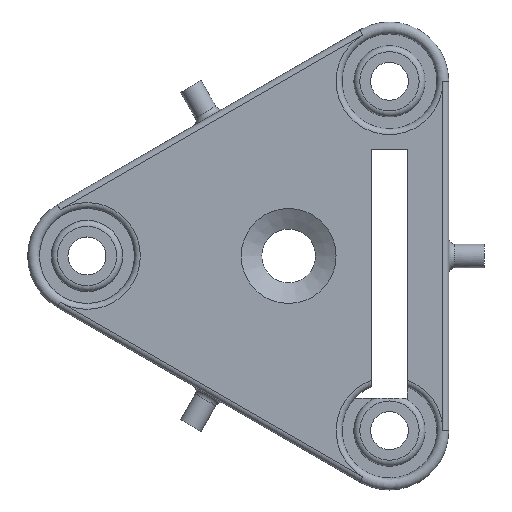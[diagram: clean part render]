
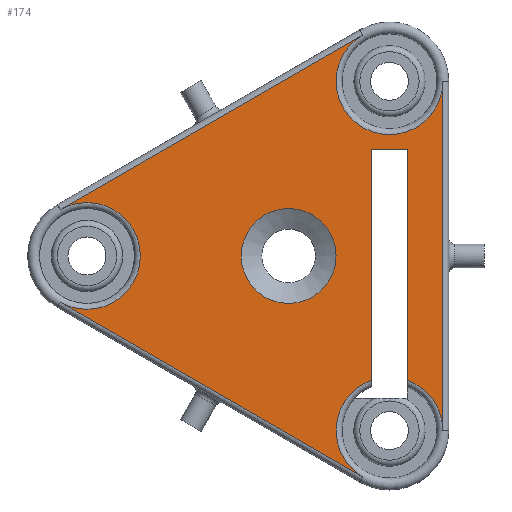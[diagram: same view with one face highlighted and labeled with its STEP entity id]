
A CAD part, top view. The second image highlights one B-rep face of the part: STEP entity #174.
In plain terms, the highlighted planar face has unit normal (0, 0, 1).
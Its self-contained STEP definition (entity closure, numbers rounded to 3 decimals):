
#174=ADVANCED_FACE('',(#711,#713),#715,.T.);
#711=FACE_BOUND('',#712,.T.);
#712=EDGE_LOOP('',(#1594,#1595,#1596,#1597,#1598,#1599,#1600,#1601,#1602,#1603,#1604));
#713=FACE_BOUND('',#714,.T.);
#714=EDGE_LOOP('',(#1605));
#715=PLANE('',#716);
#716=AXIS2_PLACEMENT_3D('',#717,#718,#719);
#717=CARTESIAN_POINT('',(0.,0.,2.));
#718=DIRECTION('',(0.,0.,1.));
#719=DIRECTION('',(-1.,0.,0.));
#1594=ORIENTED_EDGE('',*,*,#1819,.T.);
#1595=ORIENTED_EDGE('',*,*,#1775,.T.);
#1596=ORIENTED_EDGE('',*,*,#1821,.T.);
#1597=ORIENTED_EDGE('',*,*,#1822,.T.);
#1598=ORIENTED_EDGE('',*,*,#1823,.T.);
#1599=ORIENTED_EDGE('',*,*,#1824,.T.);
#1600=ORIENTED_EDGE('',*,*,#1825,.T.);
#1601=ORIENTED_EDGE('',*,*,#1826,.T.);
#1602=ORIENTED_EDGE('',*,*,#1771,.T.);
#1603=ORIENTED_EDGE('',*,*,#1782,.T.);
#1604=ORIENTED_EDGE('',*,*,#1827,.T.);
#1605=ORIENTED_EDGE('',*,*,#1828,.T.);
#1771=EDGE_CURVE('',#1916,#1914,#1917,.F.);
#1775=EDGE_CURVE('',#1924,#1922,#1925,.F.);
#1782=EDGE_CURVE('',#1914,#1935,#1937,.F.);
#1819=EDGE_CURVE('',#2002,#1924,#2003,.F.);
#1821=EDGE_CURVE('',#1922,#2005,#2006,.T.);
#1822=EDGE_CURVE('',#2005,#2007,#2008,.F.);
#1823=EDGE_CURVE('',#2007,#2009,#2010,.F.);
#1824=EDGE_CURVE('',#2009,#2011,#2012,.T.);
#1825=EDGE_CURVE('',#2011,#2013,#2014,.F.);
#1826=EDGE_CURVE('',#2013,#1916,#2015,.T.);
#1827=EDGE_CURVE('',#1935,#2002,#2016,.F.);
#1828=EDGE_CURVE('',#2017,#2017,#2018,.T.);
#1914=VERTEX_POINT('',#2271);
#1916=VERTEX_POINT('',#2300);
#1917=CIRCLE('',#2301,4.5);
#1922=VERTEX_POINT('',#2315);
#1924=VERTEX_POINT('',#2320);
#1925=CIRCLE('',#2321,4.5);
#1935=VERTEX_POINT('',#2370);
#1937=LINE('',#2374,#2375);
#2002=VERTEX_POINT('',#2525);
#2003=LINE('',#2526,#2527);
#2005=VERTEX_POINT('',#2532);
#2006=LINE('',#2533,#2534);
#2007=VERTEX_POINT('',#2536);
#2008=CIRCLE('',#2537,4.5);
#2009=VERTEX_POINT('',#2541);
#2010=CIRCLE('',#2542,4.5);
#2011=VERTEX_POINT('',#2546);
#2012=LINE('',#2547,#2548);
#2013=VERTEX_POINT('',#2550);
#2014=CIRCLE('',#2551,4.5);
#2015=LINE('',#2555,#2556);
#2016=LINE('',#2558,#2559);
#2017=VERTEX_POINT('',#2561);
#2018=CIRCLE('',#2562,4.);
#2271=CARTESIAN_POINT('',(7.,-10.48,2.));
#2300=CARTESIAN_POINT('',(6.25,-18.62,2.));
#2301=AXIS2_PLACEMENT_3D('',#2302,#2303,#2304);
#2302=CARTESIAN_POINT('',(8.5,-14.722,2.));
#2303=DIRECTION('',(0.,0.,1.));
#2304=DIRECTION('',(-0.333,0.943,0.));
#2315=CARTESIAN_POINT('',(13.,-14.722,2.));
#2320=CARTESIAN_POINT('',(10.,-10.48,2.));
#2321=AXIS2_PLACEMENT_3D('',#2322,#2323,#2324);
#2322=CARTESIAN_POINT('',(8.5,-14.722,2.));
#2323=DIRECTION('',(0.,0.,1.));
#2324=DIRECTION('',(1.,0.,0.));
#2370=CARTESIAN_POINT('',(7.,9.,2.));
#2374=CARTESIAN_POINT('',(7.,9.,2.));
#2375=VECTOR('',#2376,1.);
#2376=DIRECTION('',(0.,-1.,0.));
#2525=CARTESIAN_POINT('',(10.,9.,2.));
#2526=CARTESIAN_POINT('',(10.,-10.48,2.));
#2527=VECTOR('',#2528,1.);
#2528=DIRECTION('',(0.,1.,0.));
#2532=CARTESIAN_POINT('',(13.,14.722,2.));
#2533=CARTESIAN_POINT('',(13.,-14.722,2.));
#2534=VECTOR('',#2535,1.);
#2535=DIRECTION('',(0.,1.,0.));
#2536=CARTESIAN_POINT('',(4.,14.722,2.));
#2537=AXIS2_PLACEMENT_3D('',#2538,#2539,#2540);
#2538=CARTESIAN_POINT('',(8.5,14.722,2.));
#2539=DIRECTION('',(0.,0.,1.));
#2540=DIRECTION('',(-1.,0.,0.));
#2541=CARTESIAN_POINT('',(6.25,18.62,2.));
#2542=AXIS2_PLACEMENT_3D('',#2543,#2544,#2545);
#2543=CARTESIAN_POINT('',(8.5,14.722,2.));
#2544=DIRECTION('',(0.,0.,1.));
#2545=DIRECTION('',(-0.5,0.866,0.));
#2546=CARTESIAN_POINT('',(-19.25,3.897,2.));
#2547=CARTESIAN_POINT('',(6.25,18.62,2.));
#2548=VECTOR('',#2549,1.);
#2549=DIRECTION('',(-0.866,-0.5,0.));
#2550=CARTESIAN_POINT('',(-19.25,-3.897,2.));
#2551=AXIS2_PLACEMENT_3D('',#2552,#2553,#2554);
#2552=CARTESIAN_POINT('',(-17.,0.,2.));
#2553=DIRECTION('',(0.,0.,1.));
#2554=DIRECTION('',(-0.5,-0.866,0.));
#2555=CARTESIAN_POINT('',(-19.25,-3.897,2.));
#2556=VECTOR('',#2557,1.);
#2557=DIRECTION('',(0.866,-0.5,0.));
#2558=CARTESIAN_POINT('',(10.,9.,2.));
#2559=VECTOR('',#2560,1.);
#2560=DIRECTION('',(-1.,0.,0.));
#2561=CARTESIAN_POINT('',(4.,0.,2.));
#2562=AXIS2_PLACEMENT_3D('',#2563,#2564,#2565);
#2563=CARTESIAN_POINT('',(0.,0.,2.));
#2564=DIRECTION('',(0.,0.,-1.));
#2565=DIRECTION('',(1.,0.,0.));
